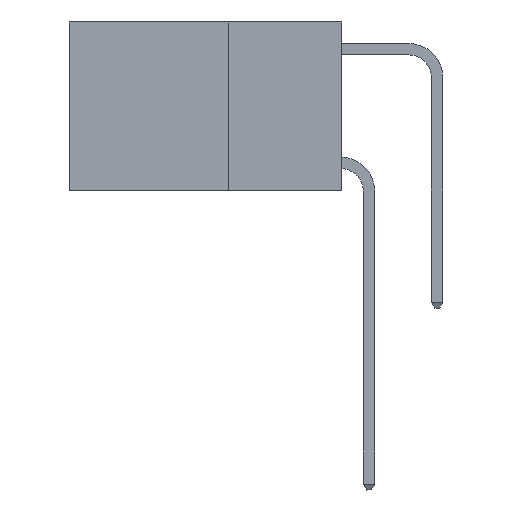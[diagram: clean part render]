
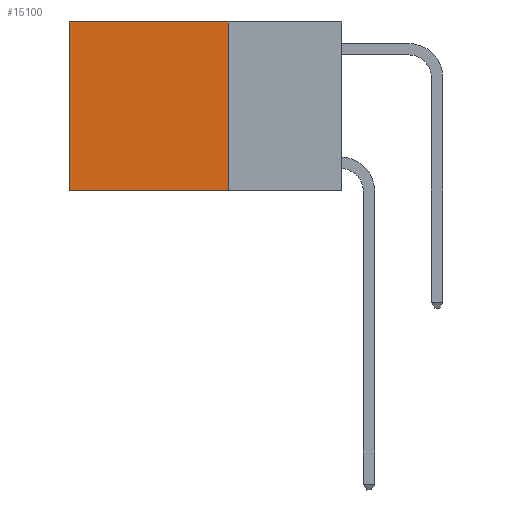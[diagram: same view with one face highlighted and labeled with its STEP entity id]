
A CAD part, left-side view. The second image highlights one B-rep face of the part: STEP entity #15100.
In plain terms, the highlighted planar face has unit normal (-1, 0, 0).
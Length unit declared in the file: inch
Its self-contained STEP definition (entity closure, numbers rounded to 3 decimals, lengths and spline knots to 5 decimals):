
#135 = EDGE_CURVE ( 'NONE', #217, #14141, #11740, .T. ) ;
#217 = VERTEX_POINT ( 'NONE', #6559 ) ;
#1046 = VERTEX_POINT ( 'NONE', #3803 ) ;
#1162 = DIRECTION ( 'NONE',  ( 0., 1., 0. ) ) ;
#1573 = DIRECTION ( 'NONE',  ( 0., 0., -1. ) ) ;
#2435 = CARTESIAN_POINT ( 'NONE',  ( 0.2625, 0.6, 0. ) ) ;
#2836 = CARTESIAN_POINT ( 'NONE',  ( 0.2625, 0.25, 0. ) ) ;
#2959 = EDGE_CURVE ( 'NONE', #1046, #11165, #7422, .T. ) ;
#3674 = ORIENTED_EDGE ( 'NONE', *, *, #4875, .T. ) ;
#3803 = CARTESIAN_POINT ( 'NONE',  ( 0.2625, 0.25, -0.37 ) ) ;
#3824 = LINE ( 'NONE', #2836, #14237 ) ;
#3852 = ORIENTED_EDGE ( 'NONE', *, *, #135, .T. ) ;
#3904 = EDGE_LOOP ( 'NONE', ( #3674, #13974, #13706, #3852 ) ) ;
#4875 = EDGE_CURVE ( 'NONE', #14141, #11165, #7757, .T. ) ;
#4952 = DIRECTION ( 'NONE',  ( 1., 0., 0. ) ) ;
#4962 = FACE_OUTER_BOUND ( 'NONE', #3904, .T. ) ;
#4994 = DIRECTION ( 'NONE',  ( 0., 0., -1. ) ) ;
#5337 = CARTESIAN_POINT ( 'NONE',  ( 0.2625, 0.25, 0. ) ) ;
#6024 = VECTOR ( 'NONE', #6730, 39.37008 ) ;
#6559 = CARTESIAN_POINT ( 'NONE',  ( 0.2625, 0.25, 0. ) ) ;
#6730 = DIRECTION ( 'NONE',  ( 0., 1., 0. ) ) ;
#7422 = LINE ( 'NONE', #11784, #11512 ) ;
#7540 = VECTOR ( 'NONE', #4994, 39.37008 ) ;
#7713 = CARTESIAN_POINT ( 'NONE',  ( 0.2625, 0.6, 0. ) ) ;
#7757 = LINE ( 'NONE', #2435, #7540 ) ;
#8353 = AXIS2_PLACEMENT_3D ( 'NONE', #10462, #4952, #12861 ) ;
#10462 = CARTESIAN_POINT ( 'NONE',  ( 0.2625, 0.25, 0. ) ) ;
#11029 = EDGE_CURVE ( 'NONE', #217, #1046, #3824, .T. ) ;
#11165 = VERTEX_POINT ( 'NONE', #13460 ) ;
#11512 = VECTOR ( 'NONE', #1162, 39.37008 ) ;
#11740 = LINE ( 'NONE', #5337, #6024 ) ;
#11784 = CARTESIAN_POINT ( 'NONE',  ( 0.2625, 0.25, -0.37 ) ) ;
#12861 = DIRECTION ( 'NONE',  ( 0., 0., -1. ) ) ;
#13460 = CARTESIAN_POINT ( 'NONE',  ( 0.2625, 0.6, -0.37 ) ) ;
#13706 = ORIENTED_EDGE ( 'NONE', *, *, #11029, .F. ) ;
#13974 = ORIENTED_EDGE ( 'NONE', *, *, #2959, .F. ) ;
#14105 = PLANE ( 'NONE',  #8353 ) ;
#14141 = VERTEX_POINT ( 'NONE', #7713 ) ;
#14237 = VECTOR ( 'NONE', #1573, 39.37008 ) ;
#15100 = ADVANCED_FACE ( 'NONE', ( #4962 ), #14105, .F. ) ;
